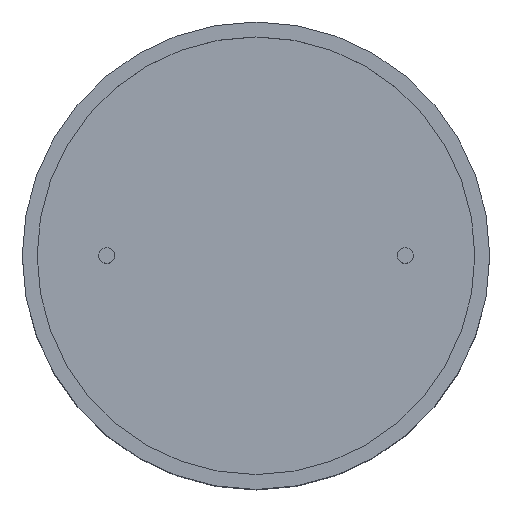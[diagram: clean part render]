
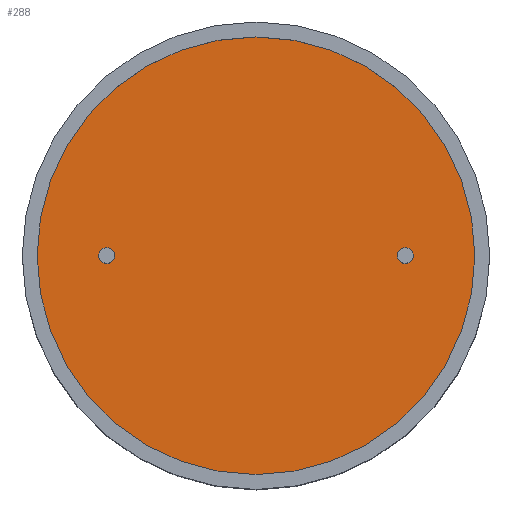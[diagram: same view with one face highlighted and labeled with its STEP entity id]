
A CAD part, top view. The second image highlights one B-rep face of the part: STEP entity #288.
In plain terms, the highlighted planar face has unit normal (0, 0, 1).
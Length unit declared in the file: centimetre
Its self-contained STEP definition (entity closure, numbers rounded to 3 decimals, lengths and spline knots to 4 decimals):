
#107=PLANE('',#312);
#114=VERTEX_POINT('',#410);
#116=VERTEX_POINT('',#416);
#117=VERTEX_POINT('',#420);
#133=CIRCLE('',#306,0.04);
#135=CIRCLE('',#310,0.04);
#136=CIRCLE('',#313,1.1);
#152=EDGE_CURVE('',#114,#114,#133,.T.);
#154=EDGE_CURVE('',#116,#116,#135,.T.);
#155=EDGE_CURVE('',#117,#117,#136,.T.);
#176=ORIENTED_EDGE('',*,*,#155,.T.);
#177=ORIENTED_EDGE('',*,*,#154,.T.);
#178=ORIENTED_EDGE('',*,*,#152,.T.);
#214=EDGE_LOOP('',(#176));
#215=EDGE_LOOP('',(#177));
#216=EDGE_LOOP('',(#178));
#252=FACE_BOUND('',#214,.T.);
#253=FACE_BOUND('',#215,.T.);
#254=FACE_BOUND('',#216,.T.);
#288=ADVANCED_FACE('',(#252,#253,#254),#107,.T.);
#306=AXIS2_PLACEMENT_3D('',#409,#345,#346);
#310=AXIS2_PLACEMENT_3D('',#415,#352,#353);
#312=AXIS2_PLACEMENT_3D('',#418,#355,$);
#313=AXIS2_PLACEMENT_3D('',#419,#356,#357);
#345=DIRECTION('',(0.,0.,-1.));
#346=DIRECTION('',(0.04,0.,0.));
#352=DIRECTION('',(0.,0.,-1.));
#353=DIRECTION('',(0.04,0.,0.));
#355=DIRECTION('',(0.,0.,1.));
#356=DIRECTION('',(0.,0.,1.));
#357=DIRECTION('',(1.1,0.,0.));
#409=CARTESIAN_POINT('',(0.75,0.,1.5));
#410=CARTESIAN_POINT('',(0.79,0.,1.5));
#415=CARTESIAN_POINT('',(-0.75,0.,1.5));
#416=CARTESIAN_POINT('',(-0.71,0.,1.5));
#418=CARTESIAN_POINT('',(0.,0.,1.5));
#419=CARTESIAN_POINT('',(0.,0.,1.5));
#420=CARTESIAN_POINT('',(1.1,0.,1.5));
